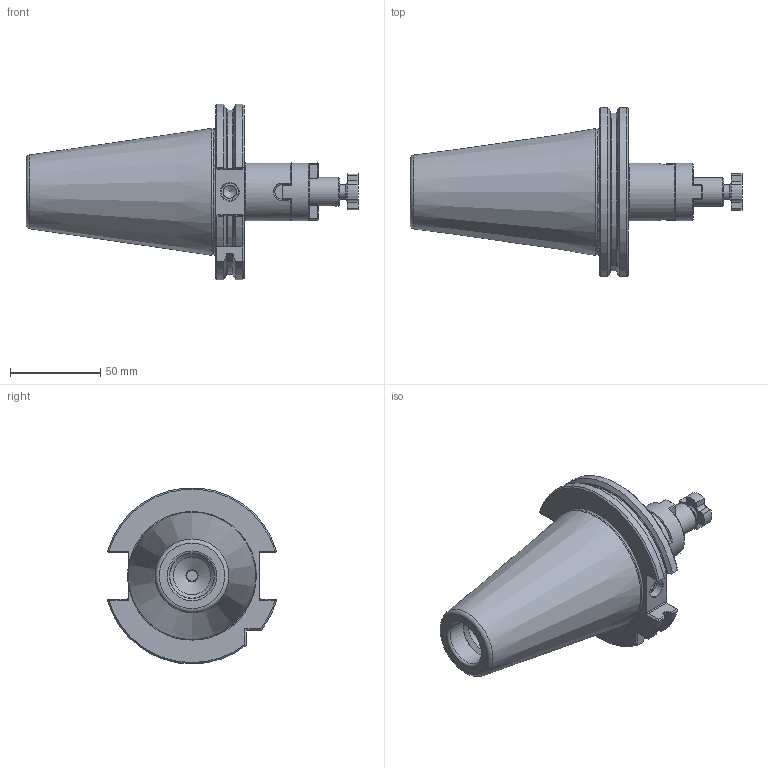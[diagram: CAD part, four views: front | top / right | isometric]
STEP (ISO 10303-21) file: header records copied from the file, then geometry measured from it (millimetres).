
FILE_DESCRIPTION( ( 'Unknown' ), '1' );
FILE_NAME( '225041630-C.stp', 'Unknown', ( 'Unknown' ), ( 'Unknown' ), 'PSStep 15.0.49', 'Unknown', ' ' );
FILE_SCHEMA( ( 'AUTOMOTIVE_DESIGN { 1 0 10303 214 1 1 1 1 }' ) );
Length unit declared in the file: millimetre
Products named in the file (3): 1; 2; 3
Bounding box: 183.6 x 93.58 x 97.32 mm (x, y, z)
Volume: 353122.6 mm3; surface area: 53338.9 mm2
Topology: 3 solids, 3 shells, 232 faces, 580 edges, 357 vertices
Faces by surface type: plane 131, cone 44, cylinder 40, torus 13, bspline 4
Full cylindrical faces by diameter (mm): 6.647 x2, 7 x1, 8 x1, 8.4 x1, 10 x1, 15.6 x1, 16 x2, 20.752 x2, 25 x1, 32 x2
Entity records: 8825 total; most frequent: CARTESIAN_POINT 1772, ORIENTED_EDGE 1068, DIRECTION 1028, EDGE_CURVE 534, AXIS2_PLACEMENT_3D 382, VERTEX_POINT 347, EDGE_LOOP 272, LINE 264
